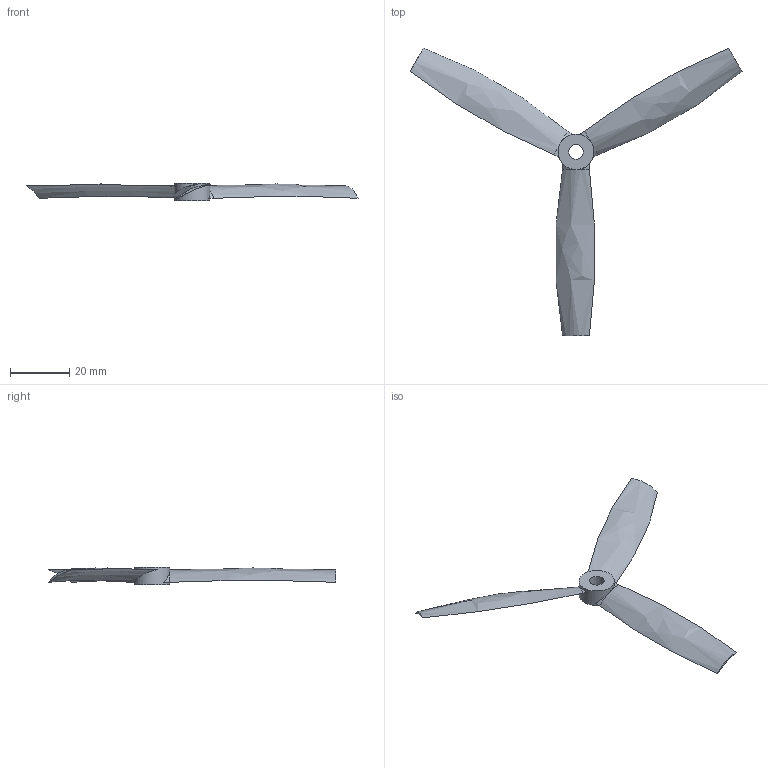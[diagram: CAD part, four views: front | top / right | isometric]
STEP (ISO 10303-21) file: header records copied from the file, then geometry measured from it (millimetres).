
FILE_DESCRIPTION(/* description */ (''),/* implementation_level */ '2;1');
FILE_NAME(/* name */ '5 x3 blade prop.stp',/* time_stamp */ '2018-02-06T21:34:33+08:00',/* author */ ('philm'),/* organization */ (''),/* preprocessor_version */ 'ST-DEVELOPER v16.1',/* originating_system */ 'Autodesk Inventor 2016',/* authorisation */ '');
FILE_SCHEMA (('AUTOMOTIVE_DESIGN { 1 0 10303 214 3 1 1 }'));
Length unit declared in the file: millimetre
Products named in the file (1): 5 x3 blade prop
Bounding box: 111.92 x 96.92 x 6 mm (x, y, z)
Volume: 2063.7 mm3; surface area: 4891.7 mm2
Topology: 1 solids, 1 shells, 25 faces, 54 edges, 33 vertices
Faces by surface type: cylinder 14, bspline 6, plane 5
Full cylindrical faces by diameter (mm): 5 x1, 12 x1
Entity records: 841 total; most frequent: CARTESIAN_POINT 343, ORIENTED_EDGE 98, DIRECTION 84, EDGE_CURVE 49, AXIS2_PLACEMENT_3D 39, EDGE_LOOP 32, VERTEX_POINT 31, FACE_OUTER_BOUND 25
